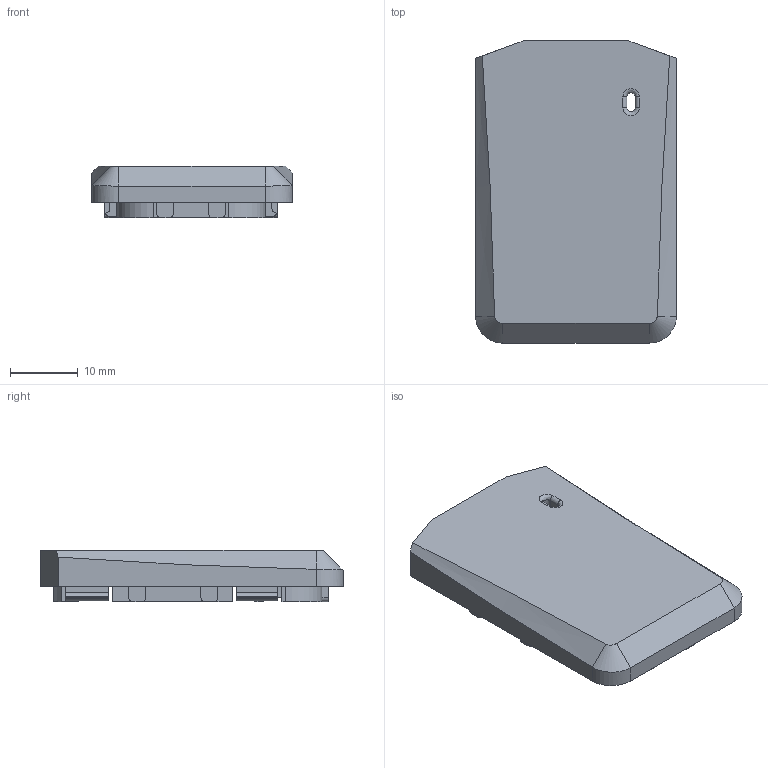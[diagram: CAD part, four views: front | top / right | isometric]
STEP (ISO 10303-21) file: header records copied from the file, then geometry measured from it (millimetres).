
FILE_DESCRIPTION (( 'STEP AP203' ), '1' );
FILE_NAME ('A諳厙壽俋褲狟裔.STEP', '2025-10-08T02:30:00', ( 'Windows User' ), ( 'P R C' ), 'SwSTEP 2.0', 'SolidWorks 2022', '' );
FILE_SCHEMA (( 'CONFIG_CONTROL_DESIGN' ));
Length unit declared in the file: millimetre
Products named in the file (1): A口网关外壳下盖
Bounding box: 29.73 x 44.76 x 7.59 mm (x, y, z)
Volume: 5666.4 mm3; surface area: 4248.3 mm2
Topology: 1 solids, 1 shells, 263 faces, 737 edges, 475 vertices
Faces by surface type: plane 207, cylinder 48, bspline 8
Entity records: 8187 total; most frequent: CARTESIAN_POINT 2541, ORIENTED_EDGE 1474, EDGE_CURVE 737, DIRECTION 724, B_SPLINE_CURVE_WITH_KNOTS 615, VERTEX_POINT 475, AXIS2_PLACEMENT_3D 352, EDGE_LOOP 264
